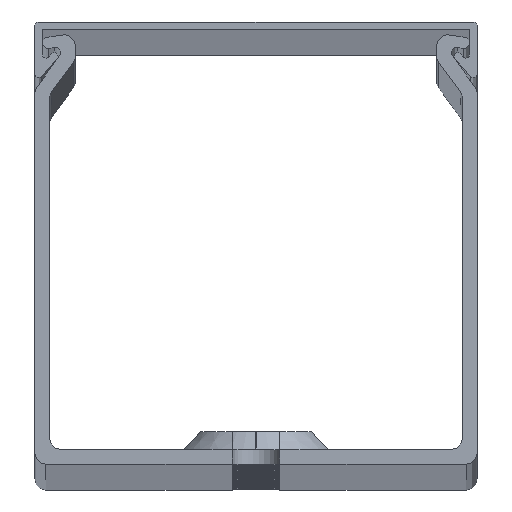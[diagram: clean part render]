
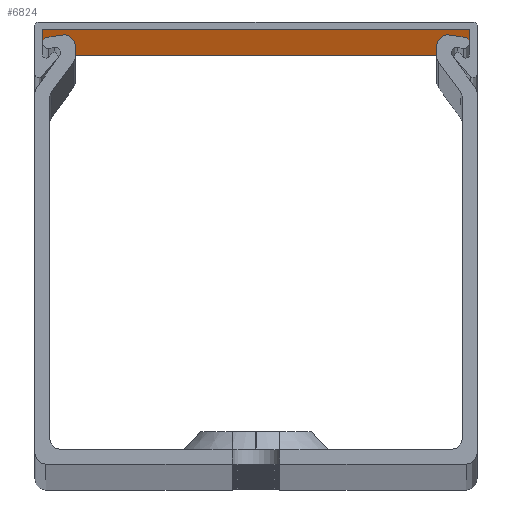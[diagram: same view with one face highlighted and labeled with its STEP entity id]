
A CAD part, top view. The second image highlights one B-rep face of the part: STEP entity #6824.
In plain terms, the highlighted planar face has unit normal (0, -1, 0).
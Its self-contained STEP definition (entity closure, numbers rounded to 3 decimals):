
#398 = VECTOR ( 'NONE', #9567, 1000. ) ;
#904 = CARTESIAN_POINT ( 'NONE',  ( -29., 59., -1000. ) ) ;
#964 = EDGE_CURVE ( 'NONE', #11033, #6218, #3845, .T. ) ;
#1148 = VECTOR ( 'NONE', #16162, 1000. ) ;
#3285 = ORIENTED_EDGE ( 'NONE', *, *, #964, .T. ) ;
#3769 = EDGE_CURVE ( 'NONE', #15215, #6218, #5271, .T. ) ;
#3845 = LINE ( 'NONE', #904, #16521 ) ;
#4652 = FACE_OUTER_BOUND ( 'NONE', #12126, .T. ) ;
#4854 = DIRECTION ( 'NONE',  ( 0., 0., -1. ) ) ;
#5186 = CARTESIAN_POINT ( 'NONE',  ( 29., 59., 1060.585 ) ) ;
#5271 = LINE ( 'NONE', #5186, #1148 ) ;
#6208 = LINE ( 'NONE', #15479, #13053 ) ;
#6218 = VERTEX_POINT ( 'NONE', #12558 ) ;
#6824 = ADVANCED_FACE ( 'NONE', ( #4652 ), #13200, .F. ) ;
#8220 = LINE ( 'NONE', #9747, #398 ) ;
#9065 = DIRECTION ( 'NONE',  ( 0., 1., 0. ) ) ;
#9338 = DIRECTION ( 'NONE',  ( 1., 0., 0. ) ) ;
#9365 = ORIENTED_EDGE ( 'NONE', *, *, #3769, .F. ) ;
#9567 = DIRECTION ( 'NONE',  ( -1., 0., 0. ) ) ;
#9747 = CARTESIAN_POINT ( 'NONE',  ( -29., 59., 1000. ) ) ;
#10262 = VERTEX_POINT ( 'NONE', #10815 ) ;
#10275 = AXIS2_PLACEMENT_3D ( 'NONE', #17069, #9065, #13016 ) ;
#10815 = CARTESIAN_POINT ( 'NONE',  ( -29., 59., 1000. ) ) ;
#10979 = ORIENTED_EDGE ( 'NONE', *, *, #16834, .T. ) ;
#11033 = VERTEX_POINT ( 'NONE', #13825 ) ;
#11765 = ORIENTED_EDGE ( 'NONE', *, *, #15764, .T. ) ;
#12126 = EDGE_LOOP ( 'NONE', ( #9365, #10979, #11765, #3285 ) ) ;
#12558 = CARTESIAN_POINT ( 'NONE',  ( 29., 59., -1000. ) ) ;
#13016 = DIRECTION ( 'NONE',  ( -1., 0., 0. ) ) ;
#13053 = VECTOR ( 'NONE', #4854, 1000. ) ;
#13200 = PLANE ( 'NONE',  #10275 ) ;
#13825 = CARTESIAN_POINT ( 'NONE',  ( -29., 59., -1000. ) ) ;
#15215 = VERTEX_POINT ( 'NONE', #15411 ) ;
#15411 = CARTESIAN_POINT ( 'NONE',  ( 29., 59., 1000. ) ) ;
#15479 = CARTESIAN_POINT ( 'NONE',  ( -29., 59., 1060.585 ) ) ;
#15764 = EDGE_CURVE ( 'NONE', #10262, #11033, #6208, .T. ) ;
#16162 = DIRECTION ( 'NONE',  ( 0., 0., -1. ) ) ;
#16521 = VECTOR ( 'NONE', #9338, 1000. ) ;
#16834 = EDGE_CURVE ( 'NONE', #15215, #10262, #8220, .T. ) ;
#17069 = CARTESIAN_POINT ( 'NONE',  ( -29., 59., 1060.585 ) ) ;
